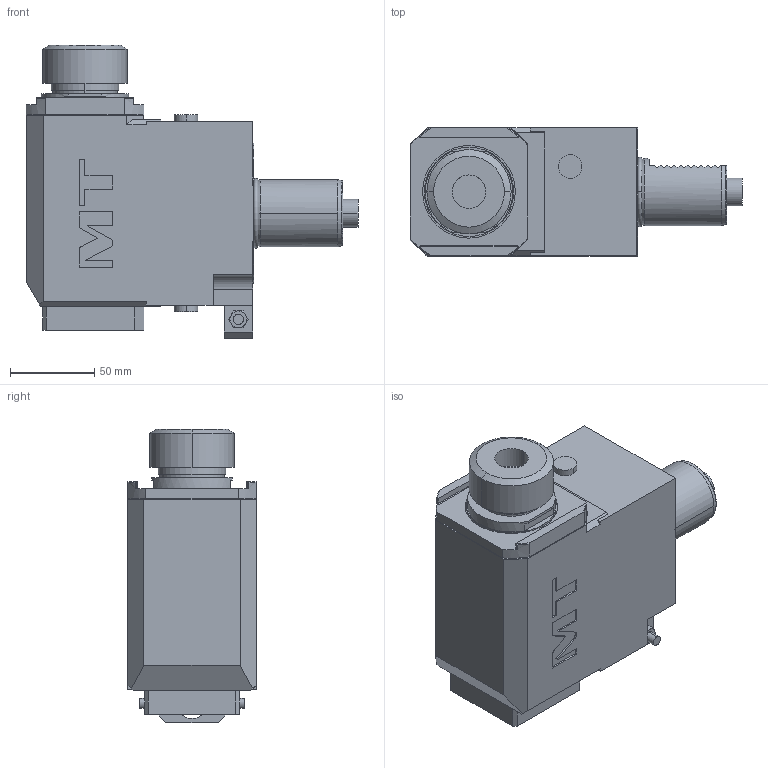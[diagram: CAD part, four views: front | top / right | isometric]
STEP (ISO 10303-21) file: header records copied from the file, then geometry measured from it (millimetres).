
FILE_DESCRIPTION((''),'2;1');
FILE_NAME('SAU0920232_CONF','2024-11-08T11:18:42',('fpalella'),('M.T. srl'),'CREO PARAMETRIC BY PTC INC, 2023352','CREO PARAMETRIC BY PTC INC, 2023352','');
FILE_SCHEMA(('CONFIG_CONTROL_DESIGN'));
Length unit declared in the file: millimetre
Products named in the file (1): SAU0920232_CONF
Bounding box: 197 x 76 x 174.16 mm (x, y, z)
Volume: 1323702.1 mm3; surface area: 98543.3 mm2
Topology: 1 solids, 1 shells, 298 faces, 768 edges, 500 vertices
Faces by surface type: plane 181, cylinder 71, cone 33, torus 9, extrusion 4
Entity records: 10221 total; most frequent: CARTESIAN_POINT 3023, ORIENTED_EDGE 1536, DIRECTION 1396, EDGE_CURVE 768, VERTEX_POINT 500, AXIS2_PLACEMENT_3D 468, VECTOR 460, LINE 456
